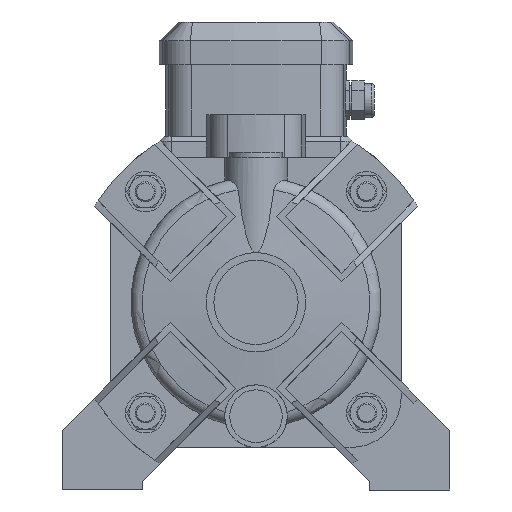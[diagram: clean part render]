
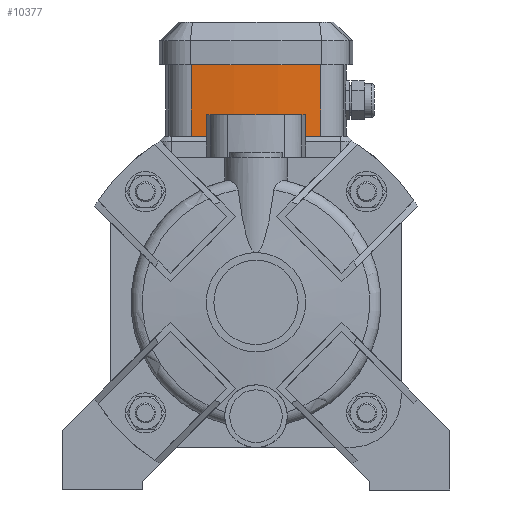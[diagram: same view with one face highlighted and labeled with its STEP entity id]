
A CAD part, left-side view. The second image highlights one B-rep face of the part: STEP entity #10377.
In plain terms, the highlighted cylindrical face has radius 229.062 mm (diameter 458.125 mm), a partial arc.
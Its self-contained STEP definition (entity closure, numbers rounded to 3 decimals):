
#1206=LINE('',#18954,#2009);
#1210=LINE('',#18961,#2013);
#2009=VECTOR('',#14276,10.);
#2013=VECTOR('',#14286,10.);
#3026=FACE_OUTER_BOUND('',#3702,.T.);
#3702=EDGE_LOOP('',(#9600,#9601,#9602,#9603));
#4151=CIRCLE('',#11365,229.062);
#4185=CIRCLE('',#11421,229.062);
#5137=VERTEX_POINT('',#18745);
#5138=VERTEX_POINT('',#18747);
#5173=VERTEX_POINT('',#18934);
#5174=VERTEX_POINT('',#18936);
#6593=EDGE_CURVE('',#5137,#5138,#4151,.T.);
#6646=EDGE_CURVE('',#5174,#5173,#4185,.T.);
#6655=EDGE_CURVE('',#5138,#5173,#1206,.T.);
#6659=EDGE_CURVE('',#5174,#5137,#1210,.T.);
#9600=ORIENTED_EDGE('',*,*,#6655,.F.);
#9601=ORIENTED_EDGE('',*,*,#6593,.F.);
#9602=ORIENTED_EDGE('',*,*,#6659,.F.);
#9603=ORIENTED_EDGE('',*,*,#6646,.T.);
#9782=CYLINDRICAL_SURFACE('',#11435,229.062);
#10377=ADVANCED_FACE('',(#3026),#9782,.T.);
#11365=AXIS2_PLACEMENT_3D('',#18748,#14120,#14121);
#11421=AXIS2_PLACEMENT_3D('',#18937,#14250,#14251);
#11435=AXIS2_PLACEMENT_3D('',#18963,#14289,#14290);
#14120=DIRECTION('center_axis',(0.,0.,-1.));
#14121=DIRECTION('ref_axis',(-0.989,0.147,0.));
#14250=DIRECTION('center_axis',(0.,0.,-1.));
#14251=DIRECTION('ref_axis',(-0.989,0.147,0.));
#14276=DIRECTION('',(0.,0.,1.));
#14286=DIRECTION('',(0.,0.,-1.));
#14289=DIRECTION('center_axis',(0.,0.,1.));
#14290=DIRECTION('ref_axis',(-0.989,0.147,0.));
#18745=CARTESIAN_POINT('',(58.977,-25.971,141.4));
#18747=CARTESIAN_POINT('',(58.977,25.971,141.4));
#18748=CARTESIAN_POINT('Origin',(286.562,0.,
141.4));
#18934=CARTESIAN_POINT('',(58.977,25.971,169.9));
#18936=CARTESIAN_POINT('',(58.977,-25.971,169.9));
#18937=CARTESIAN_POINT('Origin',(286.562,0.,
169.9));
#18954=CARTESIAN_POINT('',(58.977,25.971,141.4));
#18961=CARTESIAN_POINT('',(58.977,-25.971,141.4));
#18963=CARTESIAN_POINT('Origin',(286.562,0.,
141.4));
